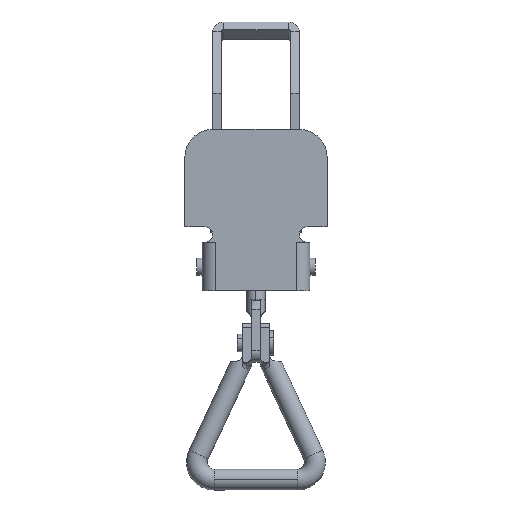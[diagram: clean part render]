
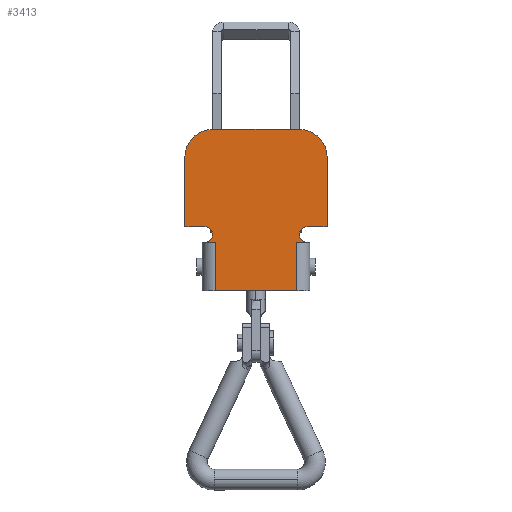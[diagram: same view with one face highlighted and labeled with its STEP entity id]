
A CAD part, front view. The second image highlights one B-rep face of the part: STEP entity #3413.
In plain terms, the highlighted planar face has unit normal (0, -1, 0).
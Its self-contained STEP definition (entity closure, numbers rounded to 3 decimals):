
#76 = CARTESIAN_POINT ( 'NONE',  ( -14.75, -3., -28. ) ) ;
#97 = VERTEX_POINT ( 'NONE', #4383 ) ;
#216 = EDGE_CURVE ( 'NONE', #954, #5000, #1833, .T. ) ;
#221 = VERTEX_POINT ( 'NONE', #2471 ) ;
#233 = VECTOR ( 'NONE', #4952, 1000. ) ;
#333 = VERTEX_POINT ( 'NONE', #4163 ) ;
#396 = VECTOR ( 'NONE', #3327, 1000. ) ;
#420 = EDGE_CURVE ( 'NONE', #5598, #1547, #5066, .T. ) ;
#473 = DIRECTION ( 'NONE',  ( 0., -1., 0. ) ) ;
#528 = PLANE ( 'NONE',  #4271 ) ;
#537 = EDGE_CURVE ( 'NONE', #1547, #4806, #3255, .T. ) ;
#539 = VECTOR ( 'NONE', #3956, 1000. ) ;
#555 = CARTESIAN_POINT ( 'NONE',  ( -14.75, -3., -32.5 ) ) ;
#705 = VECTOR ( 'NONE', #4789, 1000. ) ;
#719 = EDGE_LOOP ( 'NONE', ( #2513, #2185, #1888, #2171, #1559, #5431, #1066, #3731, #802, #3181, #3265, #2677, #5210, #5664 ) ) ;
#733 = VECTOR ( 'NONE', #5561, 1000. ) ;
#786 = EDGE_CURVE ( 'NONE', #97, #4786, #2689, .T. ) ;
#790 = CARTESIAN_POINT ( 'NONE',  ( -20.5, -3., -28. ) ) ;
#802 = ORIENTED_EDGE ( 'NONE', *, *, #420, .F. ) ;
#831 = VECTOR ( 'NONE', #2209, 1000. ) ;
#933 = CARTESIAN_POINT ( 'NONE',  ( 12.5, -3., -8. ) ) ;
#954 = VERTEX_POINT ( 'NONE', #5800 ) ;
#1066 = ORIENTED_EDGE ( 'NONE', *, *, #5143, .F. ) ;
#1079 = CARTESIAN_POINT ( 'NONE',  ( -14.75, -3., -32.5 ) ) ;
#1185 = AXIS2_PLACEMENT_3D ( 'NONE', #3448, #473, #3948 ) ;
#1429 = CARTESIAN_POINT ( 'NONE',  ( -20.5, -3., -8. ) ) ;
#1435 = DIRECTION ( 'NONE',  ( 0., 0., 1. ) ) ;
#1461 = CARTESIAN_POINT ( 'NONE',  ( 20.5, -3., -28. ) ) ;
#1521 = DIRECTION ( 'NONE',  ( 0., 0., 1. ) ) ;
#1547 = VERTEX_POINT ( 'NONE', #1429 ) ;
#1559 = ORIENTED_EDGE ( 'NONE', *, *, #786, .F. ) ;
#1701 = LINE ( 'NONE', #5332, #396 ) ;
#1779 = DIRECTION ( 'NONE',  ( 1., 0., 0. ) ) ;
#1833 = LINE ( 'NONE', #2961, #539 ) ;
#1888 = ORIENTED_EDGE ( 'NONE', *, *, #5033, .F. ) ;
#1933 = EDGE_CURVE ( 'NONE', #4481, #5598, #5182, .T. ) ;
#2081 = VECTOR ( 'NONE', #5863, 1000. ) ;
#2139 = CARTESIAN_POINT ( 'NONE',  ( 11.763, -3., -32.5 ) ) ;
#2149 = VERTEX_POINT ( 'NONE', #5764 ) ;
#2155 = CIRCLE ( 'NONE', #3526, 2.25 ) ;
#2171 = ORIENTED_EDGE ( 'NONE', *, *, #5060, .F. ) ;
#2185 = ORIENTED_EDGE ( 'NONE', *, *, #216, .F. ) ;
#2187 = DIRECTION ( 'NONE',  ( 0., -1., 0. ) ) ;
#2209 = DIRECTION ( 'NONE',  ( -1., 0., 0. ) ) ;
#2247 = EDGE_CURVE ( 'NONE', #4562, #5365, #4943, .T. ) ;
#2248 = DIRECTION ( 'NONE',  ( 0., 1., 0. ) ) ;
#2324 = EDGE_CURVE ( 'NONE', #6060, #97, #4775, .T. ) ;
#2471 = CARTESIAN_POINT ( 'NONE',  ( 14.75, -3., -28. ) ) ;
#2513 = ORIENTED_EDGE ( 'NONE', *, *, #4149, .T. ) ;
#2646 = CARTESIAN_POINT ( 'NONE',  ( 12.5, -3., 0. ) ) ;
#2677 = ORIENTED_EDGE ( 'NONE', *, *, #2247, .F. ) ;
#2689 = LINE ( 'NONE', #5079, #733 ) ;
#2829 = EDGE_CURVE ( 'NONE', #5365, #4481, #3904, .T. ) ;
#2868 = CARTESIAN_POINT ( 'NONE',  ( -15.5, -3., -46.5 ) ) ;
#2961 = CARTESIAN_POINT ( 'NONE',  ( -14.75, -3., -32.5 ) ) ;
#3181 = ORIENTED_EDGE ( 'NONE', *, *, #1933, .F. ) ;
#3255 = CIRCLE ( 'NONE', #5443, 8. ) ;
#3265 = ORIENTED_EDGE ( 'NONE', *, *, #2829, .F. ) ;
#3327 = DIRECTION ( 'NONE',  ( 0., 0., -1. ) ) ;
#3413 = ADVANCED_FACE ( 'NONE', ( #4761 ), #528, .F. ) ;
#3417 = LINE ( 'NONE', #2868, #2081 ) ;
#3448 = CARTESIAN_POINT ( 'NONE',  ( -14.75, -3., -30.25 ) ) ;
#3480 = CARTESIAN_POINT ( 'NONE',  ( -12.5, -3., 0. ) ) ;
#3526 = AXIS2_PLACEMENT_3D ( 'NONE', #5199, #2187, #5702 ) ;
#3593 = VECTOR ( 'NONE', #5157, 1000. ) ;
#3702 = EDGE_CURVE ( 'NONE', #4562, #333, #1701, .T. ) ;
#3731 = ORIENTED_EDGE ( 'NONE', *, *, #537, .F. ) ;
#3774 = CARTESIAN_POINT ( 'NONE',  ( 12.5, -3., 0. ) ) ;
#3904 = CIRCLE ( 'NONE', #1185, 2.25 ) ;
#3948 = DIRECTION ( 'NONE',  ( 0., 0., 1. ) ) ;
#3956 = DIRECTION ( 'NONE',  ( -1., 0., 0. ) ) ;
#4007 = CARTESIAN_POINT ( 'NONE',  ( -14.75, -3., -30.25 ) ) ;
#4149 = EDGE_CURVE ( 'NONE', #2149, #5000, #4684, .T. ) ;
#4163 = CARTESIAN_POINT ( 'NONE',  ( -11.763, -3., -46.5 ) ) ;
#4242 = CARTESIAN_POINT ( 'NONE',  ( -20.5, -3., -28. ) ) ;
#4253 = EDGE_CURVE ( 'NONE', #2149, #333, #3417, .T. ) ;
#4271 = AXIS2_PLACEMENT_3D ( 'NONE', #4007, #4522, #1521 ) ;
#4282 = CARTESIAN_POINT ( 'NONE',  ( 11.763, -3., -46.5 ) ) ;
#4346 = VECTOR ( 'NONE', #1779, 1000. ) ;
#4383 = CARTESIAN_POINT ( 'NONE',  ( 20.5, -3., -8. ) ) ;
#4428 = DIRECTION ( 'NONE',  ( 0., 1., 0. ) ) ;
#4481 = VERTEX_POINT ( 'NONE', #76 ) ;
#4522 = DIRECTION ( 'NONE',  ( 0., 1., 0. ) ) ;
#4562 = VERTEX_POINT ( 'NONE', #4611 ) ;
#4611 = CARTESIAN_POINT ( 'NONE',  ( -11.763, -3., -32.5 ) ) ;
#4684 = LINE ( 'NONE', #4282, #705 ) ;
#4704 = CARTESIAN_POINT ( 'NONE',  ( -20.5, -3., -8. ) ) ;
#4761 = FACE_OUTER_BOUND ( 'NONE', #719, .T. ) ;
#4775 = CIRCLE ( 'NONE', #5580, 8. ) ;
#4786 = VERTEX_POINT ( 'NONE', #1461 ) ;
#4789 = DIRECTION ( 'NONE',  ( 0., 0., 1. ) ) ;
#4806 = VERTEX_POINT ( 'NONE', #3480 ) ;
#4943 = LINE ( 'NONE', #555, #3593 ) ;
#4952 = DIRECTION ( 'NONE',  ( 0., 0., 1. ) ) ;
#5000 = VERTEX_POINT ( 'NONE', #2139 ) ;
#5033 = EDGE_CURVE ( 'NONE', #221, #954, #2155, .T. ) ;
#5060 = EDGE_CURVE ( 'NONE', #4786, #221, #5839, .T. ) ;
#5066 = LINE ( 'NONE', #4704, #233 ) ;
#5079 = CARTESIAN_POINT ( 'NONE',  ( 20.5, -3., -8. ) ) ;
#5143 = EDGE_CURVE ( 'NONE', #4806, #6060, #5529, .T. ) ;
#5157 = DIRECTION ( 'NONE',  ( -1., 0., 0. ) ) ;
#5182 = LINE ( 'NONE', #4242, #5335 ) ;
#5199 = CARTESIAN_POINT ( 'NONE',  ( 14.75, -3., -30.25 ) ) ;
#5210 = ORIENTED_EDGE ( 'NONE', *, *, #3702, .T. ) ;
#5218 = CARTESIAN_POINT ( 'NONE',  ( 20.5, -3., -28. ) ) ;
#5256 = CARTESIAN_POINT ( 'NONE',  ( -12.5, -3., -8. ) ) ;
#5332 = CARTESIAN_POINT ( 'NONE',  ( -11.763, -3., -32.5 ) ) ;
#5335 = VECTOR ( 'NONE', #5886, 1000. ) ;
#5365 = VERTEX_POINT ( 'NONE', #1079 ) ;
#5431 = ORIENTED_EDGE ( 'NONE', *, *, #2324, .F. ) ;
#5443 = AXIS2_PLACEMENT_3D ( 'NONE', #5256, #2248, #5760 ) ;
#5529 = LINE ( 'NONE', #3774, #4346 ) ;
#5561 = DIRECTION ( 'NONE',  ( 0., 0., -1. ) ) ;
#5580 = AXIS2_PLACEMENT_3D ( 'NONE', #933, #4428, #1435 ) ;
#5598 = VERTEX_POINT ( 'NONE', #790 ) ;
#5664 = ORIENTED_EDGE ( 'NONE', *, *, #4253, .F. ) ;
#5702 = DIRECTION ( 'NONE',  ( 0., 0., -1. ) ) ;
#5760 = DIRECTION ( 'NONE',  ( 0., 0., -1. ) ) ;
#5764 = CARTESIAN_POINT ( 'NONE',  ( 11.763, -3., -46.5 ) ) ;
#5800 = CARTESIAN_POINT ( 'NONE',  ( 14.75, -3., -32.5 ) ) ;
#5839 = LINE ( 'NONE', #5218, #831 ) ;
#5863 = DIRECTION ( 'NONE',  ( -1., 0., 0. ) ) ;
#5886 = DIRECTION ( 'NONE',  ( -1., 0., 0. ) ) ;
#6060 = VERTEX_POINT ( 'NONE', #2646 ) ;
